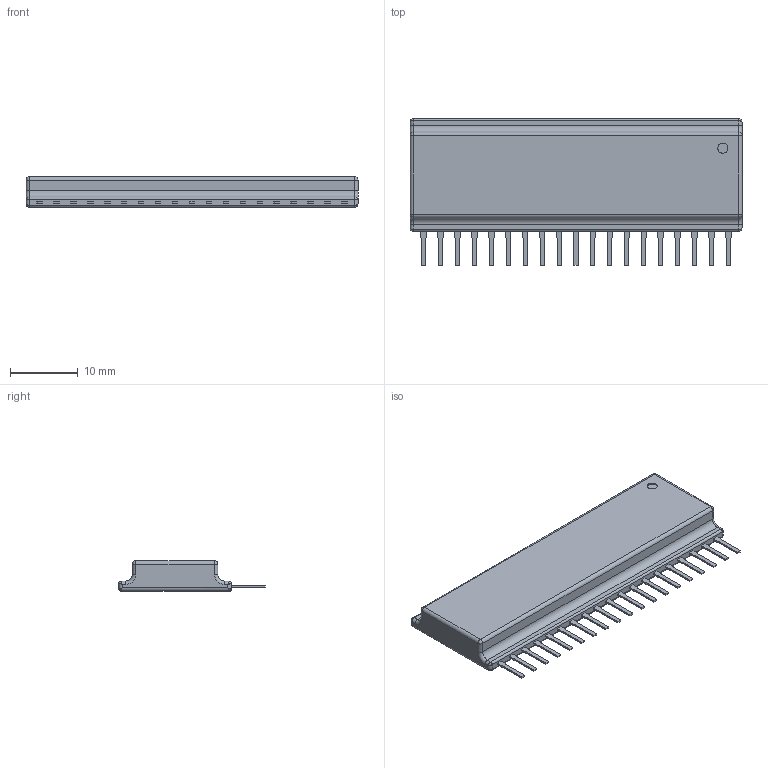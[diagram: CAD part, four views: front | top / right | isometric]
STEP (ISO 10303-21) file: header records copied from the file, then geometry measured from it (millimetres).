
FILE_DESCRIPTION(/* description */ (''),/* implementation_level */ '2;1');
FILE_NAME(/* name */ 'КХА058.stp',/* time_stamp */ '2020-03-30T08:24:27+03:00',/* author */ ('IAmIllusion'),/* organization */ (''),/* preprocessor_version */ 'ST-DEVELOPER v18',/* originating_system */ 'Autodesk Inventor 2020',/* authorisation */ '');
FILE_SCHEMA (('AUTOMOTIVE_DESIGN { 1 0 10303 214 3 1 1 }'));
Length unit declared in the file: millimetre
Products named in the file (1): КХА058
Bounding box: 49 x 21.62 x 4.5 mm (x, y, z)
Volume: 3100.3 mm3; surface area: 2259.5 mm2
Topology: 1 solids, 1 shells, 223 faces, 569 edges, 360 vertices
Faces by surface type: plane 182, cylinder 25, bspline 8, torus 4, sphere 4
Full cylindrical faces by diameter (mm): 1.5 x1
Entity records: 6985 total; most frequent: CARTESIAN_POINT 1337, ORIENTED_EDGE 1122, DIRECTION 1049, EDGE_CURVE 561, LINE 505, VECTOR 505, VERTEX_POINT 360, AXIS2_PLACEMENT_3D 272
